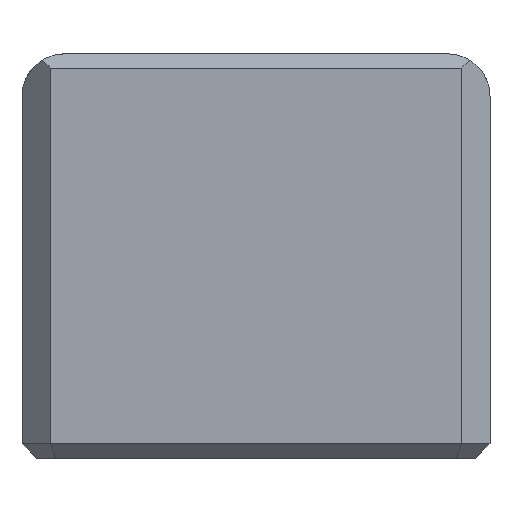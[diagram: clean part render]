
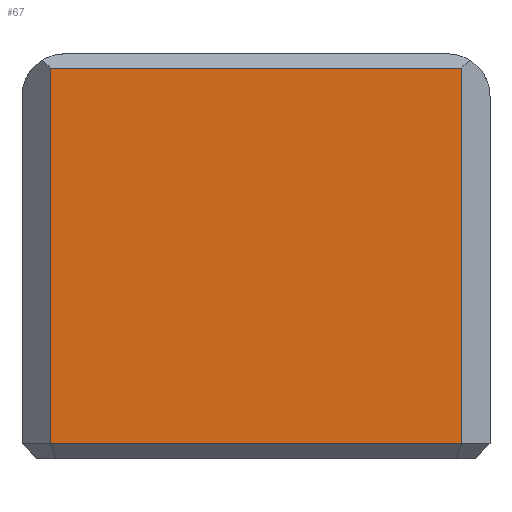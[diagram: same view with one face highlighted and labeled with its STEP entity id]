
A CAD part, left-side view. The second image highlights one B-rep face of the part: STEP entity #67.
In plain terms, the highlighted planar face has unit normal (-1, 0, 0).
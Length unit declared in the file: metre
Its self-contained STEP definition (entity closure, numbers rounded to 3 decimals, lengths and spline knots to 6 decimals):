
#67=ADVANCED_FACE('0:694',(#109),#110,.T.);
#109=FACE_OUTER_BOUND('',#158,.T.);
#110=PLANE('',#159);
#158=EDGE_LOOP('',(#299,#300,#301,#302));
#159=AXIS2_PLACEMENT_3D('',#303,#304,#305);
#299=ORIENTED_EDGE('',*,*,#417,.F.);
#300=ORIENTED_EDGE('',*,*,#401,.F.);
#301=ORIENTED_EDGE('',*,*,#418,.F.);
#302=ORIENTED_EDGE('',*,*,#414,.F.);
#303=CARTESIAN_POINT('',(0.0,0.,0.0145));
#304=DIRECTION('',(-1.0,0.0,0.0));
#305=DIRECTION('',(0.0,0.,1.0));
#401=EDGE_CURVE('3:12781',#487,#479,#489,.T.);
#414=EDGE_CURVE('3:12802',#455,#507,#508,.F.);
#417=EDGE_CURVE('0:11948',#479,#455,#511,.T.);
#418=EDGE_CURVE('0:43793',#507,#487,#512,.T.);
#455=VERTEX_POINT('',#557);
#479=VERTEX_POINT('',#596);
#487=VERTEX_POINT('',#608);
#489=LINE('',#611,#612);
#507=VERTEX_POINT('',#640);
#508=LINE('',#641,#642);
#511=LINE('',#646,#647);
#512=LINE('',#648,#649);
#557=CARTESIAN_POINT('',(0.0,0.031,0.001));
#596=CARTESIAN_POINT('',(0.0,0.002,0.001));
#608=CARTESIAN_POINT('',(0.0,0.002,0.0275));
#611=CARTESIAN_POINT('',(0.0,0.002,0.018));
#612=VECTOR('',#711,1.0);
#640=CARTESIAN_POINT('',(0.0,0.031,0.0275));
#641=CARTESIAN_POINT('',(0.0,0.031,0.018));
#642=VECTOR('',#728,1.0);
#646=CARTESIAN_POINT('',(0.0,0.,0.001));
#647=VECTOR('',#733,1.0);
#648=CARTESIAN_POINT('',(0.0,0.,0.0275));
#649=VECTOR('',#734,1.0);
#711=DIRECTION('',(0.0,0.,-1.0));
#728=DIRECTION('',(0.0,0.,-1.0));
#733=DIRECTION('',(0.0,1.0,0.));
#734=DIRECTION('',(0.0,-1.0,0.));
